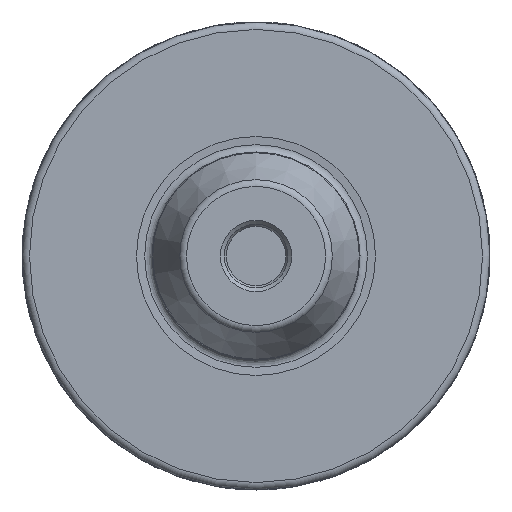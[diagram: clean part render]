
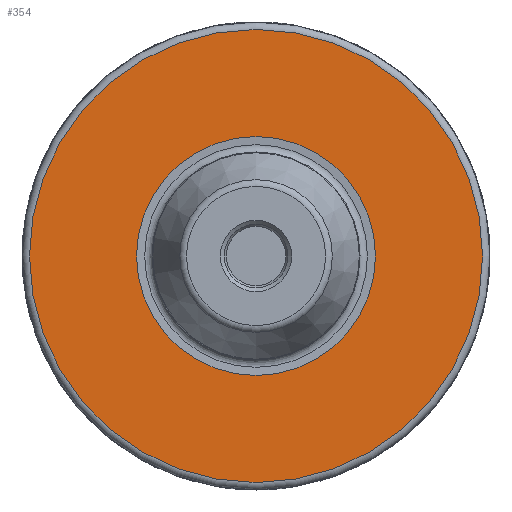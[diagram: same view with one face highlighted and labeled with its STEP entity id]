
A CAD part, left-side view. The second image highlights one B-rep face of the part: STEP entity #354.
In plain terms, the highlighted planar face has unit normal (-1, 0, 0).
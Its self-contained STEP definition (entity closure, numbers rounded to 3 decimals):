
#186=PLANE('',#1368);
#354=ADVANCED_FACE('',(#436,#437),#186,.F.);
#436=FACE_BOUND('',#517,.T.);
#437=FACE_BOUND('',#518,.T.);
#517=EDGE_LOOP('',(#727));
#518=EDGE_LOOP('',(#728));
#727=ORIENTED_EDGE('',*,*,#1168,.T.);
#728=ORIENTED_EDGE('',*,*,#1167,.F.);
#1017=VERTEX_POINT('',#2390);
#1018=VERTEX_POINT('',#2393);
#1167=EDGE_CURVE('',#1017,#1017,#1266,.T.);
#1168=EDGE_CURVE('',#1018,#1018,#1267,.T.);
#1266=CIRCLE('',#1365,30.495);
#1267=CIRCLE('',#1367,16.087);
#1365=AXIS2_PLACEMENT_3D('',#2389,#1609,#1610);
#1367=AXIS2_PLACEMENT_3D('',#2392,#1613,#1614);
#1368=AXIS2_PLACEMENT_3D('',#2394,#1615,#1616);
#1609=DIRECTION('',(1.,0.,0.));
#1610=DIRECTION('',(0.,0.,1.));
#1613=DIRECTION('',(1.,0.,0.));
#1614=DIRECTION('',(0.,0.,1.));
#1615=DIRECTION('',(1.,0.,0.));
#1616=DIRECTION('',(0.,0.,-1.));
#2389=CARTESIAN_POINT('',(23.,0.,0.));
#2390=CARTESIAN_POINT('',(23.,0.,30.495));
#2392=CARTESIAN_POINT('',(23.,0.,0.));
#2393=CARTESIAN_POINT('',(23.,0.,16.087));
#2394=CARTESIAN_POINT('',(23.,30.495,0.));
